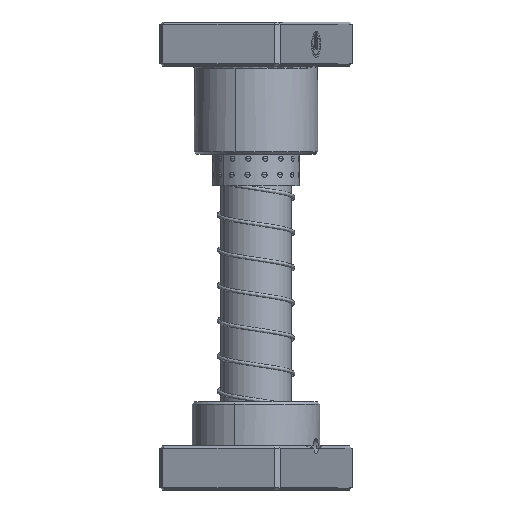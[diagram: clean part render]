
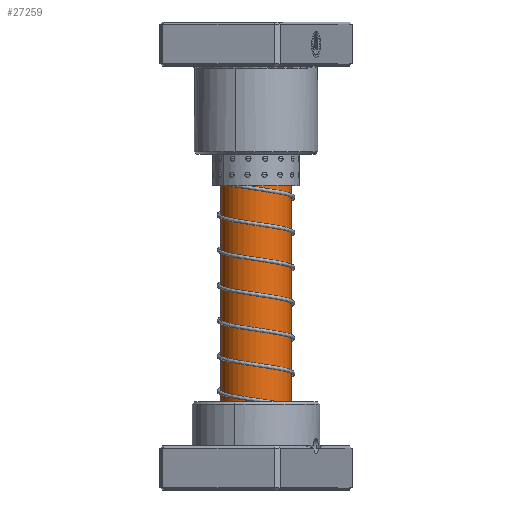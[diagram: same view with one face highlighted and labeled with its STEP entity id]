
A CAD part, front view. The second image highlights one B-rep face of the part: STEP entity #27259.
In plain terms, the highlighted cylindrical face has radius 16 mm (diameter 32 mm), a partial arc.
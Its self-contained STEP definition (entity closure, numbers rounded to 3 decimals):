
#902 = VERTEX_POINT ( 'NONE', #13259 ) ;
#1441 = CARTESIAN_POINT ( 'NONE',  ( 16., 0., 170. ) ) ;
#1847 = DIRECTION ( 'NONE',  ( 1., 0., 0. ) ) ;
#3503 = ORIENTED_EDGE ( 'NONE', *, *, #28281, .F. ) ;
#3885 = AXIS2_PLACEMENT_3D ( 'NONE', #8928, #32544, #12328 ) ;
#4125 = VERTEX_POINT ( 'NONE', #20197 ) ;
#4360 = EDGE_CURVE ( 'NONE', #902, #43174, #23876, .T. ) ;
#4480 = DIRECTION ( 'NONE',  ( 0., 0., -1. ) ) ;
#8928 = CARTESIAN_POINT ( 'NONE',  ( 0., 0., 24. ) ) ;
#9180 = VERTEX_POINT ( 'NONE', #41677 ) ;
#9817 = LINE ( 'NONE', #1441, #35694 ) ;
#10457 = FACE_OUTER_BOUND ( 'NONE', #29741, .T. ) ;
#12328 = DIRECTION ( 'NONE',  ( -1., 0., 0. ) ) ;
#13259 = CARTESIAN_POINT ( 'NONE',  ( -16., 0., 167.5 ) ) ;
#13273 = EDGE_CURVE ( 'NONE', #9180, #43174, #24933, .T. ) ;
#14414 = CARTESIAN_POINT ( 'NONE',  ( -16., 0., 170. ) ) ;
#16329 = DIRECTION ( 'NONE',  ( -1., 0., 0. ) ) ;
#18408 = CYLINDRICAL_SURFACE ( 'NONE', #39197, 16. ) ;
#20197 = CARTESIAN_POINT ( 'NONE',  ( 16., 0., 167.5 ) ) ;
#22151 = DIRECTION ( 'NONE',  ( 0., 0., -1. ) ) ;
#22764 = ORIENTED_EDGE ( 'NONE', *, *, #13273, .F. ) ;
#23876 = LINE ( 'NONE', #14414, #40773 ) ;
#24933 = CIRCLE ( 'NONE', #3885, 16. ) ;
#26007 = CIRCLE ( 'NONE', #35294, 16. ) ;
#27259 = ADVANCED_FACE ( 'NONE', ( #10457 ), #18408, .T. ) ;
#28281 = EDGE_CURVE ( 'NONE', #4125, #9180, #9817, .T. ) ;
#29741 = EDGE_LOOP ( 'NONE', ( #3503, #40986, #41257, #22764 ) ) ;
#32544 = DIRECTION ( 'NONE',  ( 0., 0., -1. ) ) ;
#33151 = DIRECTION ( 'NONE',  ( 0., 0., -1. ) ) ;
#35294 = AXIS2_PLACEMENT_3D ( 'NONE', #42358, #22151, #1847 ) ;
#35694 = VECTOR ( 'NONE', #41814, 1000. ) ;
#36315 = EDGE_CURVE ( 'NONE', #4125, #902, #26007, .T. ) ;
#36555 = CARTESIAN_POINT ( 'NONE',  ( 0., 0., 170. ) ) ;
#39197 = AXIS2_PLACEMENT_3D ( 'NONE', #36555, #33151, #16329 ) ;
#40638 = CARTESIAN_POINT ( 'NONE',  ( -16., 0., 24. ) ) ;
#40773 = VECTOR ( 'NONE', #4480, 1000. ) ;
#40986 = ORIENTED_EDGE ( 'NONE', *, *, #36315, .T. ) ;
#41257 = ORIENTED_EDGE ( 'NONE', *, *, #4360, .T. ) ;
#41677 = CARTESIAN_POINT ( 'NONE',  ( 16., 0., 24. ) ) ;
#41814 = DIRECTION ( 'NONE',  ( 0., 0., -1. ) ) ;
#42358 = CARTESIAN_POINT ( 'NONE',  ( 0., 0., 167.5 ) ) ;
#43174 = VERTEX_POINT ( 'NONE', #40638 ) ;
